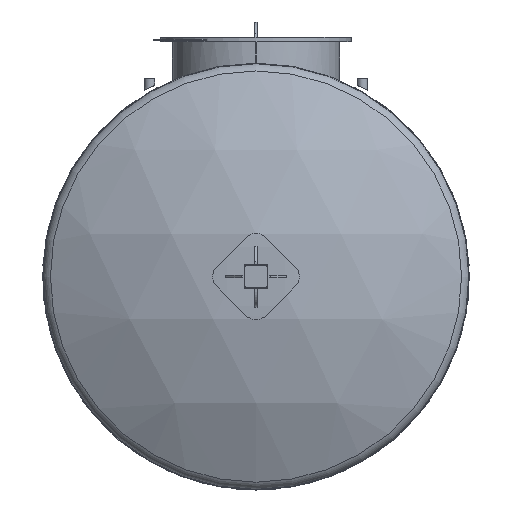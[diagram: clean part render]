
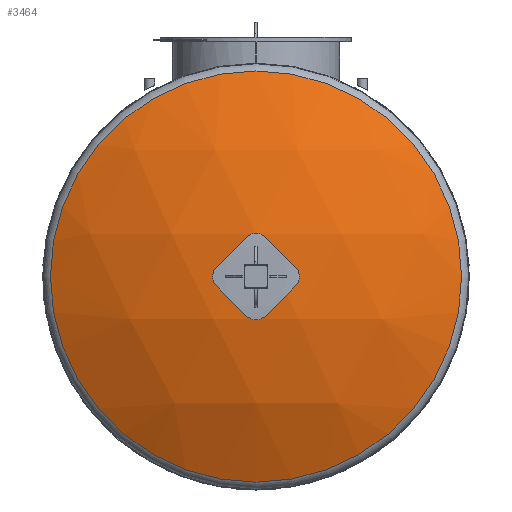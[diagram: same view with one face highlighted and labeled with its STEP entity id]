
A CAD part, left-side view. The second image highlights one B-rep face of the part: STEP entity #3464.
In plain terms, the highlighted spherical face has radius 1609 mm.
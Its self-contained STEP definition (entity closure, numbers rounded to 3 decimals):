
#23=SPHERICAL_SURFACE('',#3846,1609.);
#944=FACE_OUTER_BOUND('',#1139,.T.);
#1139=EDGE_LOOP('',(#2712));
#1297=CIRCLE('',#3844,773.649);
#1567=VERTEX_POINT('',#6190);
#2019=EDGE_CURVE('',#1567,#1567,#1297,.T.);
#2712=ORIENTED_EDGE('',*,*,#2019,.T.);
#3464=ADVANCED_FACE('',(#944),#23,.T.);
#3844=AXIS2_PLACEMENT_3D('',#6191,#4604,#4605);
#3846=AXIS2_PLACEMENT_3D('',#6193,#4608,#4609);
#4604=DIRECTION('center_axis',(-1.,0.,0.));
#4605=DIRECTION('ref_axis',(0.,-1.,0.));
#4608=DIRECTION('center_axis',(0.,0.,1.));
#4609=DIRECTION('ref_axis',(0.,-1.,0.));
#6190=CARTESIAN_POINT('',(-75.069,0.,773.649));
#6191=CARTESIAN_POINT('Origin',(-75.069,0.,
0.));
#6193=CARTESIAN_POINT('Origin',(1335.727,0.,0.));
